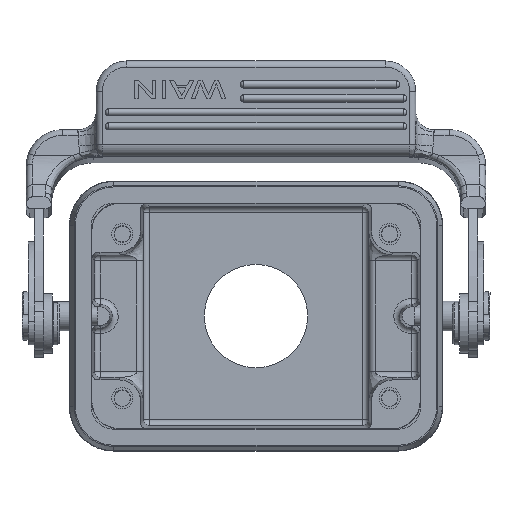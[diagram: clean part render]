
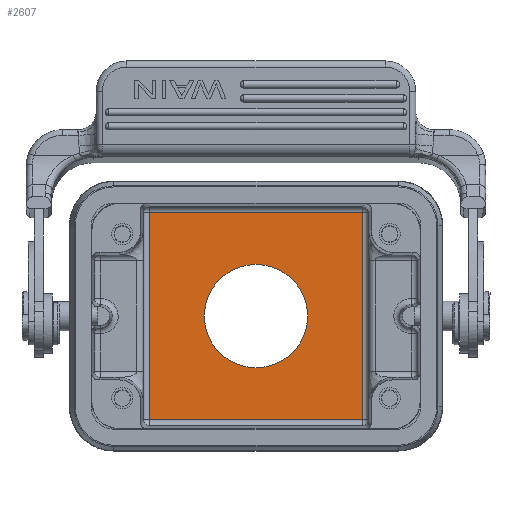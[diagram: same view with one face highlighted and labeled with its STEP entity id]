
A CAD part, front view. The second image highlights one B-rep face of the part: STEP entity #2607.
In plain terms, the highlighted planar face has unit normal (0, -1, 0).
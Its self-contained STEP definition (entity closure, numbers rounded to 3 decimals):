
#1367=FACE_BOUND('',#5539,.T.);
#1368=FACE_BOUND('',#5540,.T.);
#2607=ADVANCED_FACE('',(#1367,#1368),#3392,.T.);
#3392=PLANE('',#22325);
#5539=EDGE_LOOP('',(#12860));
#5540=EDGE_LOOP('',(#12861,#12862,#12863,#12864));
#6922=LINE('',#35342,#8603);
#6924=LINE('',#35351,#8605);
#6926=LINE('',#35360,#8607);
#6982=LINE('',#36016,#8663);
#8603=VECTOR('',#26474,1.);
#8605=VECTOR('',#26482,1.);
#8607=VECTOR('',#26494,1.);
#8663=VECTOR('',#26704,1.);
#12860=ORIENTED_EDGE('',*,*,#18969,.F.);
#12861=ORIENTED_EDGE('',*,*,#18863,.T.);
#12862=ORIENTED_EDGE('',*,*,#18868,.T.);
#12863=ORIENTED_EDGE('',*,*,#18859,.T.);
#12864=ORIENTED_EDGE('',*,*,#18968,.T.);
#16372=VERTEX_POINT('',#35335);
#16374=VERTEX_POINT('',#35341);
#16375=VERTEX_POINT('',#35345);
#16378=VERTEX_POINT('',#35350);
#16436=VERTEX_POINT('',#36019);
#18859=EDGE_CURVE('',#16374,#16372,#6922,.T.);
#18863=EDGE_CURVE('',#16375,#16378,#6924,.T.);
#18868=EDGE_CURVE('',#16378,#16374,#6926,.T.);
#18968=EDGE_CURVE('',#16372,#16375,#6982,.T.);
#18969=EDGE_CURVE('',#16436,#16436,#20706,.T.);
#20706=CIRCLE('',#22324,8.5);
#22324=AXIS2_PLACEMENT_3D('',#36018,#26707,#26708);
#22325=AXIS2_PLACEMENT_3D('',#36020,#26709,#26710);
#26474=DIRECTION('',(0.,0.,-1.));
#26482=DIRECTION('',(0.,0.,1.));
#26494=DIRECTION('',(-1.,0.,0.));
#26704=DIRECTION('',(1.,0.,0.));
#26707=DIRECTION('',(0.,-1.,0.));
#26708=DIRECTION('',(-1.,0.,0.));
#26709=DIRECTION('',(0.,-1.,0.));
#26710=DIRECTION('',(1.,0.,0.));
#35335=CARTESIAN_POINT('',(-17.532,37.,-17.032));
#35341=CARTESIAN_POINT('',(-17.532,37.,17.032));
#35342=CARTESIAN_POINT('',(-17.532,37.,8.3));
#35345=CARTESIAN_POINT('',(17.532,37.,-17.032));
#35350=CARTESIAN_POINT('',(17.532,37.,17.032));
#35351=CARTESIAN_POINT('',(17.532,37.,22.577));
#35360=CARTESIAN_POINT('',(0.,37.,17.032));
#36016=CARTESIAN_POINT('',(0.,37.,-17.032));
#36018=CARTESIAN_POINT('',(0.,37.,0.));
#36019=CARTESIAN_POINT('',(-8.5,37.,0.));
#36020=CARTESIAN_POINT('',(0.,37.,0.));
